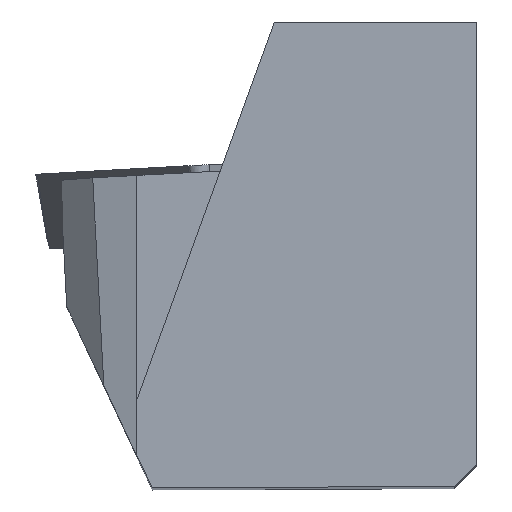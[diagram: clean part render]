
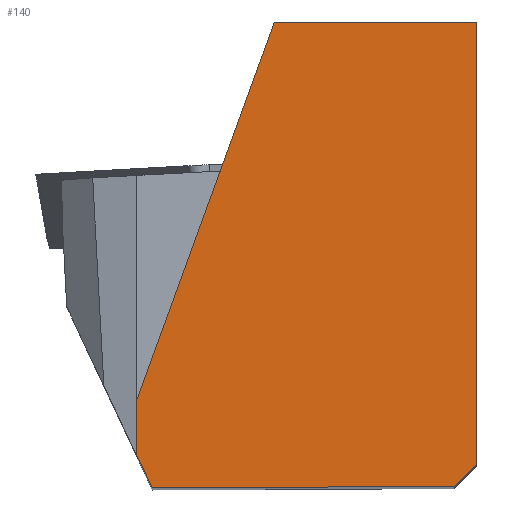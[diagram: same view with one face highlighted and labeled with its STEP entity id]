
A CAD part, top view. The second image highlights one B-rep face of the part: STEP entity #140.
In plain terms, the highlighted planar face has unit normal (0, 0, 1).
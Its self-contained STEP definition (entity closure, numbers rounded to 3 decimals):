
#140=ADVANCED_FACE('',(#187),#160,.F.);
#160=PLANE('',#636);
#187=FACE_OUTER_BOUND('',#214,.T.);
#214=EDGE_LOOP('',(#419,#420,#421,#422,#423,#424,#425));
#248=LINE('',#855,#308);
#259=LINE('',#883,#319);
#260=LINE('',#886,#320);
#261=LINE('',#888,#321);
#262=LINE('',#890,#322);
#263=LINE('',#892,#323);
#264=LINE('',#893,#324);
#308=VECTOR('',#717,1.);
#319=VECTOR('',#742,1.);
#320=VECTOR('',#743,1.);
#321=VECTOR('',#744,1.);
#322=VECTOR('',#745,1.);
#323=VECTOR('',#746,1.);
#324=VECTOR('',#747,1.);
#419=ORIENTED_EDGE('',*,*,#572,.T.);
#420=ORIENTED_EDGE('',*,*,#573,.T.);
#421=ORIENTED_EDGE('',*,*,#574,.T.);
#422=ORIENTED_EDGE('',*,*,#575,.T.);
#423=ORIENTED_EDGE('',*,*,#576,.F.);
#424=ORIENTED_EDGE('',*,*,#558,.T.);
#425=ORIENTED_EDGE('',*,*,#577,.F.);
#502=VERTEX_POINT('',#854);
#503=VERTEX_POINT('',#856);
#513=VERTEX_POINT('',#884);
#514=VERTEX_POINT('',#885);
#515=VERTEX_POINT('',#887);
#516=VERTEX_POINT('',#889);
#517=VERTEX_POINT('',#891);
#558=EDGE_CURVE('',#503,#502,#248,.T.);
#572=EDGE_CURVE('',#513,#514,#259,.T.);
#573=EDGE_CURVE('',#514,#515,#260,.T.);
#574=EDGE_CURVE('',#515,#516,#261,.T.);
#575=EDGE_CURVE('',#516,#517,#262,.T.);
#576=EDGE_CURVE('',#503,#517,#263,.T.);
#577=EDGE_CURVE('',#513,#502,#264,.T.);
#636=AXIS2_PLACEMENT_3D('',#894,#748,#749);
#717=DIRECTION('',(0.,-1.,0.));
#742=DIRECTION('',(1.,0.004,0.));
#743=DIRECTION('',(0.706,0.709,0.));
#744=DIRECTION('',(0.,1.,0.));
#745=DIRECTION('',(-1.,0.,0.));
#746=DIRECTION('',(0.342,0.94,0.));
#747=DIRECTION('',(-0.423,0.906,0.));
#748=DIRECTION('',(0.,0.,-1.));
#749=DIRECTION('',(0.,-1.,0.));
#854=CARTESIAN_POINT('',(-10.75,1.035,0.));
#855=CARTESIAN_POINT('',(-10.75,16.,0.));
#856=CARTESIAN_POINT('',(-10.75,2.8,0.));
#883=CARTESIAN_POINT('',(0.064,0.045,0.));
#884=CARTESIAN_POINT('',(-10.267,0.,0.));
#885=CARTESIAN_POINT('',(-0.7,0.042,0.));
#886=CARTESIAN_POINT('',(-0.7,0.042,0.));
#887=CARTESIAN_POINT('',(0.,0.745,0.));
#888=CARTESIAN_POINT('',(0.,0.,0.));
#889=CARTESIAN_POINT('',(0.,14.75,0.));
#890=CARTESIAN_POINT('',(0.,14.75,0.));
#891=CARTESIAN_POINT('',(-6.4,14.75,0.));
#892=CARTESIAN_POINT('',(-11.769,0.,0.));
#893=CARTESIAN_POINT('',(-14.083,8.183,0.));
#894=CARTESIAN_POINT('',(0.,14.75,0.));
